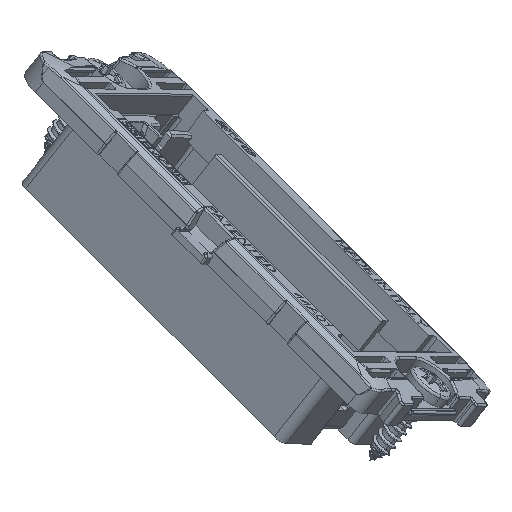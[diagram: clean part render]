
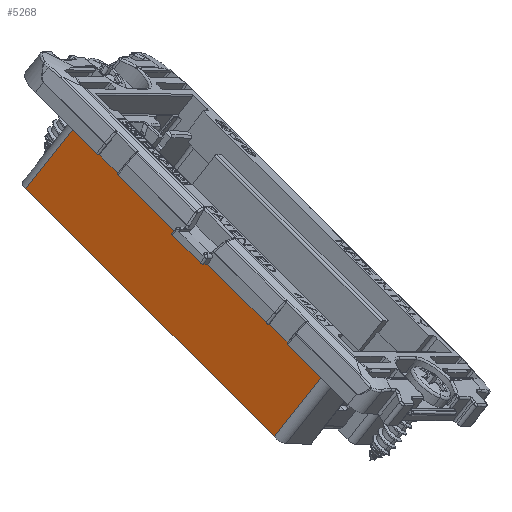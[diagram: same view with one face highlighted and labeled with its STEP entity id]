
A CAD part, isometric view. The second image highlights one B-rep face of the part: STEP entity #5268.
In plain terms, the highlighted face is planar.
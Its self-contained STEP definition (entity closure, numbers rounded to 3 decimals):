
#5200=CARTESIAN_POINT('Vertex',(16.,26.349,0.)) ;
#5203=CARTESIAN_POINT('Line Origine',(16.,26.349,-6.)) ;
#5207=CARTESIAN_POINT('Vertex',(16.,26.349,-12.)) ;
#5222=CARTESIAN_POINT('Axis2P3D Location',(16.,27.849,0.)) ;
#5227=CARTESIAN_POINT('Line Origine',(16.,0.,-12.)) ;
#5231=CARTESIAN_POINT('Vertex',(16.,-26.349,-12.)) ;
#5234=CARTESIAN_POINT('Line Origine',(16.,26.349,0.4)) ;
#5238=CARTESIAN_POINT('Vertex',(16.,26.349,0.8)) ;
#5241=CARTESIAN_POINT('Line Origine',(16.,0.,0.8)) ;
#5245=CARTESIAN_POINT('Vertex',(16.,-26.349,0.8)) ;
#5248=CARTESIAN_POINT('Line Origine',(16.,-26.349,0.4)) ;
#5252=CARTESIAN_POINT('Vertex',(16.,-26.349,0.)) ;
#5255=CARTESIAN_POINT('Line Origine',(16.,-26.349,-6.)) ;
#5204=DIRECTION('Vector Direction',(0.,0.,-1.)) ;
#5223=DIRECTION('Axis2P3D Direction',(1.,0.,0.)) ;
#5224=DIRECTION('Axis2P3D XDirection',(0.,-1.,0.)) ;
#5228=DIRECTION('Vector Direction',(0.,-1.,0.)) ;
#5235=DIRECTION('Vector Direction',(0.,0.,1.)) ;
#5242=DIRECTION('Vector Direction',(0.,1.,0.)) ;
#5249=DIRECTION('Vector Direction',(0.,0.,1.)) ;
#5256=DIRECTION('Vector Direction',(0.,0.,-1.)) ;
#5225=AXIS2_PLACEMENT_3D('Plane Axis2P3D',#5222,#5223,#5224) ;
#5261=ORIENTED_EDGE('',*,*,#5233,.F.) ;
#5262=ORIENTED_EDGE('',*,*,#5209,.F.) ;
#5263=ORIENTED_EDGE('',*,*,#5240,.T.) ;
#5264=ORIENTED_EDGE('',*,*,#5247,.T.) ;
#5265=ORIENTED_EDGE('',*,*,#5254,.F.) ;
#5266=ORIENTED_EDGE('',*,*,#5259,.T.) ;
#5205=VECTOR('Line Direction',#5204,1.) ;
#5229=VECTOR('Line Direction',#5228,1.) ;
#5236=VECTOR('Line Direction',#5235,1.) ;
#5243=VECTOR('Line Direction',#5242,1.) ;
#5250=VECTOR('Line Direction',#5249,1.) ;
#5257=VECTOR('Line Direction',#5256,1.) ;
#5268=ADVANCED_FACE('PartBody',(#5267),#5226,.T.) ;
#5209=EDGE_CURVE('',#5201,#5208,#5206,.T.) ;
#5233=EDGE_CURVE('',#5208,#5232,#5230,.T.) ;
#5240=EDGE_CURVE('',#5201,#5239,#5237,.T.) ;
#5247=EDGE_CURVE('',#5239,#5246,#5244,.F.) ;
#5254=EDGE_CURVE('',#5253,#5246,#5251,.T.) ;
#5259=EDGE_CURVE('',#5253,#5232,#5258,.T.) ;
#5260=EDGE_LOOP('',(#5261,#5262,#5263,#5264,#5265,#5266)) ;
#5267=FACE_OUTER_BOUND('',#5260,.T.) ;
#5206=LINE('Line',#5203,#5205) ;
#5230=LINE('Line',#5227,#5229) ;
#5237=LINE('Line',#5234,#5236) ;
#5244=LINE('Line',#5241,#5243) ;
#5251=LINE('Line',#5248,#5250) ;
#5258=LINE('Line',#5255,#5257) ;
#5226=PLANE('',#5225) ;
#5201=VERTEX_POINT('',#5200) ;
#5208=VERTEX_POINT('',#5207) ;
#5232=VERTEX_POINT('',#5231) ;
#5239=VERTEX_POINT('',#5238) ;
#5246=VERTEX_POINT('',#5245) ;
#5253=VERTEX_POINT('',#5252) ;
